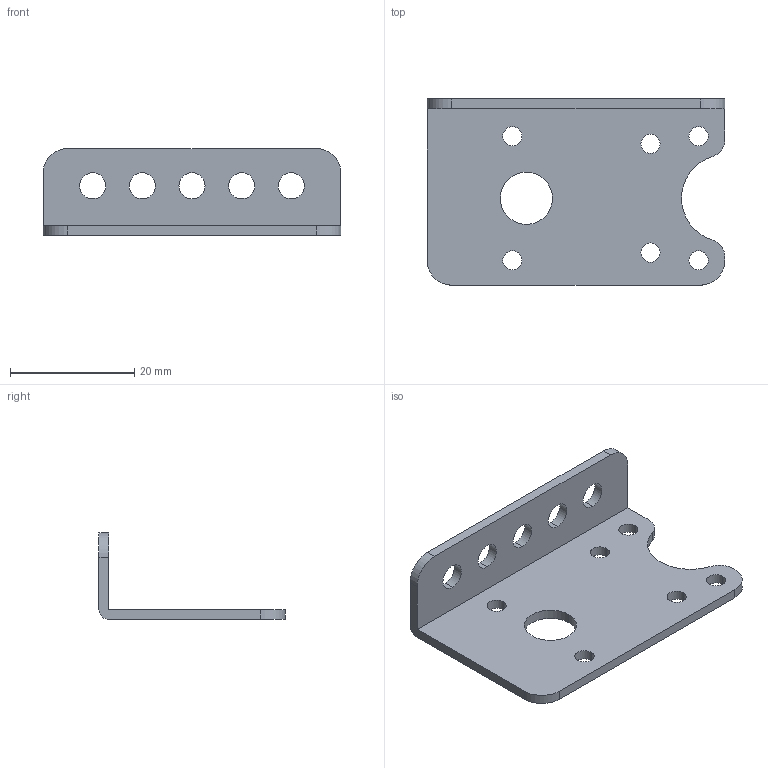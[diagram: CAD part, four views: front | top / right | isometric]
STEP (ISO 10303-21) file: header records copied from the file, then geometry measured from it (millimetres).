
FILE_DESCRIPTION (( 'STEP AP214' ), '1' );
FILE_NAME ('07-0008 L.STEP', '2025-08-25T08:55:43', ( '' ), ( '' ), 'SwSTEP 2.0', 'SolidWorks 2025', '' );
FILE_SCHEMA (( 'AUTOMOTIVE_DESIGN' ));
Length unit declared in the file: millimetre
Products named in the file (1): 07-0008 L
Bounding box: 48 x 30 x 14 mm (x, y, z)
Volume: 2809.2 mm3; surface area: 4039.9 mm2
Topology: 1 solids, 1 shells, 42 faces, 120 edges, 80 vertices
Faces by surface type: cylinder 33, plane 9
Entity records: 1481 total; most frequent: DIRECTION 272, CARTESIAN_POINT 243, ORIENTED_EDGE 240, EDGE_CURVE 120, AXIS2_PLACEMENT_3D 109, VERTEX_POINT 80, EDGE_LOOP 66, CIRCLE 66
